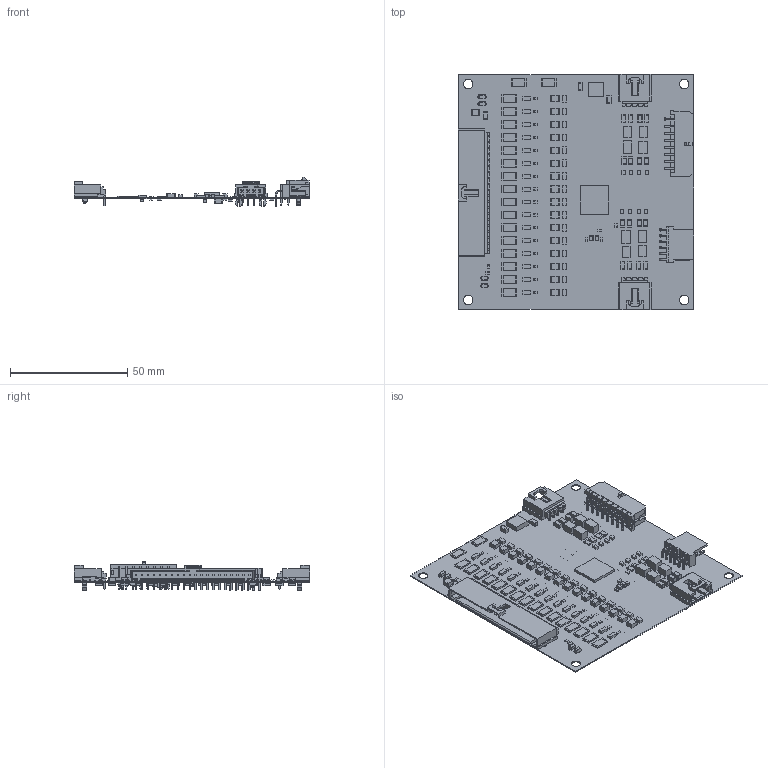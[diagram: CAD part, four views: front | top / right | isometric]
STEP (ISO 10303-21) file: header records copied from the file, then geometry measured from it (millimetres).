
FILE_DESCRIPTION(('Open CASCADE Model'),'2;1');
FILE_NAME('Open CASCADE Shape Model','2018-10-18T19:48:57',('Author'),( 'Open CASCADE'),'Open CASCADE STEP processor 6.8','Open CASCADE 6.8' ,'Unknown');
FILE_SCHEMA(('AUTOMOTIVE_DESIGN { 1 0 10303 214 1 1 1 1 }'));
Length unit declared in the file: millimetre
Products named in the file (340): PCB; Board; C64; 901323248; Terminal; Open_CASCADE_STEP_translator_6.8_2.1.1; Open_CASCADE_STEP_translator_6.8_2.1.2; Mid_Body; Open_CASCADE_STEP_translator_6.8_2.2.1; C52; 901323376; C49; 901322736; C48; C47; 901467744; C46; C19; 901322480; R67; 901470872; Extruded; 901471008; R8; 901322992; Open_CASCADE_STEP_translator_6.8_1.2.1; Mark; R7; H5; 705510038; H3; H2; 430451601; Open CASCADE STEP translator 6.8 1.14.1.1; Open CASCADE STEP translator 6.8 1.14.1.2; R6; 901472232; 901472368; H4; 705550054 ...
Assembly tree (766 placements, depth 5):
  PCB
    Board
    C64
      901323248
        Terminal
          Open_CASCADE_STEP_translator_6.8_2.1.1
          Open_CASCADE_STEP_translator_6.8_2.1.2
        Mid_Body
          Open_CASCADE_STEP_translator_6.8_2.2.1
    C52
      901323376
        Terminal
          Open_CASCADE_STEP_translator_6.8_2.1.1
          Open_CASCADE_STEP_translator_6.8_2.1.2
        Mid_Body
          Open_CASCADE_STEP_translator_6.8_2.2.1
    C49
      901322736
        Terminal
          Open_CASCADE_STEP_translator_6.8_2.1.1
          Open_CASCADE_STEP_translator_6.8_2.1.2
        Mid_Body
          Open_CASCADE_STEP_translator_6.8_2.2.1
    C48
      901323376
        Terminal
          Open_CASCADE_STEP_translator_6.8_2.1.1
          Open_CASCADE_STEP_translator_6.8_2.1.2
        Mid_Body
          Open_CASCADE_STEP_translator_6.8_2.2.1
    C47
      901467744
        Terminal
          Open_CASCADE_STEP_translator_6.8_2.1.1
          Open_CASCADE_STEP_translator_6.8_2.1.2
        Mid_Body
          Open_CASCADE_STEP_translator_6.8_2.2.1
    C46
      901467744
        Terminal
          Open_CASCADE_STEP_translator_6.8_2.1.1
          Open_CASCADE_STEP_translator_6.8_2.1.2
        Mid_Body
          Open_CASCADE_STEP_translator_6.8_2.2.1
    C19
      901322480
        Terminal
          Open_CASCADE_STEP_translator_6.8_2.1.1
          Open_CASCADE_STEP_translator_6.8_2.1.2
        Mid_Body
          Open_CASCADE_STEP_translator_6.8_2.2.1
    R67
      901470872  x2
        Extruded
      901471008
        Extruded
    R8
      901322992
        Mid_Body
        Terminal  x2
Bounding box: 100.53 x 100.25 x 12.61 mm (x, y, z)
Volume: 10583 mm3; surface area: 35535.5 mm2
Topology: 518 solids, 518 shells, 5817 faces, 13185 edges, 8371 vertices
Faces by surface type: plane 4892, cylinder 689, sphere 208, bspline 20, cone 6, torus 2
Full cylindrical faces by diameter (mm): 1 x50, 2.5 x2, 3.4 x2, 3.5 x4, 4 x4
Entity records: 80247 total; most frequent: CARTESIAN_POINT 14011, DIRECTION 12987, ORIENTED_EDGE 11624, EDGE_CURVE 5812, LINE 4997, VECTOR 4997, AXIS2_PLACEMENT_3D 3995, VERTEX_POINT 3611
